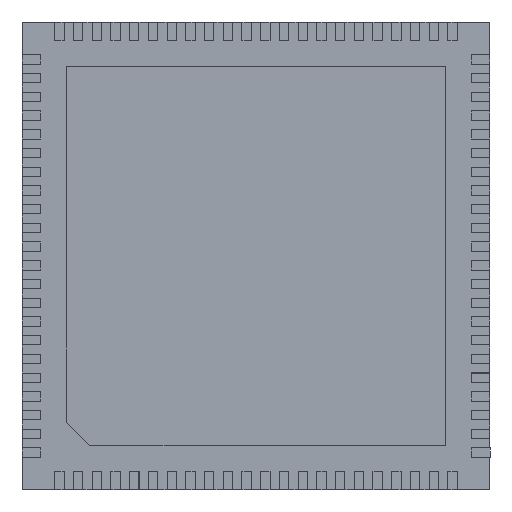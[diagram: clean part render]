
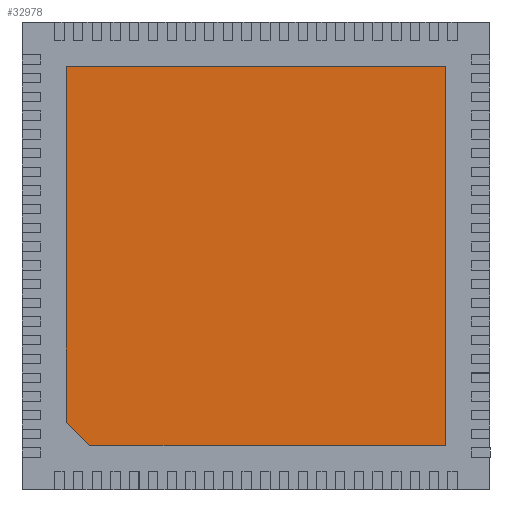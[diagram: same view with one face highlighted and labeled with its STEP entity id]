
A CAD part, front view. The second image highlights one B-rep face of the part: STEP entity #32978.
In plain terms, the highlighted planar face has unit normal (0, -1, 0).
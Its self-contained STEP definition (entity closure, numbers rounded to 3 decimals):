
#440 = DIRECTION ( 'NONE',  ( 1., 0., 0. ) ) ;
#1370 = VECTOR ( 'NONE', #440, 1000. ) ;
#1411 = AXIS2_PLACEMENT_3D ( 'NONE', #13244, #35002, #7636 ) ;
#2666 = LINE ( 'NONE', #5660, #3911 ) ;
#3911 = VECTOR ( 'NONE', #14810, 1000. ) ;
#4473 = ORIENTED_EDGE ( 'NONE', *, *, #30046, .T. ) ;
#5084 = ORIENTED_EDGE ( 'NONE', *, *, #32483, .T. ) ;
#5423 = ORIENTED_EDGE ( 'NONE', *, *, #30782, .T. ) ;
#5631 = VERTEX_POINT ( 'NONE', #33185 ) ;
#5660 = CARTESIAN_POINT ( 'NONE',  ( -4.05, -0.035, 4.05 ) ) ;
#6361 = EDGE_CURVE ( 'NONE', #22149, #31912, #18974, .T. ) ;
#7636 = DIRECTION ( 'NONE',  ( 0., 0., -1. ) ) ;
#8497 = CARTESIAN_POINT ( 'NONE',  ( 4.05, -0.035, -4.05 ) ) ;
#9373 = CARTESIAN_POINT ( 'NONE',  ( -3.55, -0.035, -4.05 ) ) ;
#10179 = DIRECTION ( 'NONE',  ( 0., 0., -1. ) ) ;
#12763 = DIRECTION ( 'NONE',  ( 0., 0., 1. ) ) ;
#13244 = CARTESIAN_POINT ( 'NONE',  ( 0., -0.035, 0. ) ) ;
#14810 = DIRECTION ( 'NONE',  ( -1., 0., 0. ) ) ;
#15757 = CARTESIAN_POINT ( 'NONE',  ( -4.05, -0.035, 4.05 ) ) ;
#16769 = CARTESIAN_POINT ( 'NONE',  ( -4.05, -0.035, -3.55 ) ) ;
#18259 = CARTESIAN_POINT ( 'NONE',  ( -4.05, -0.035, 4.05 ) ) ;
#18591 = CARTESIAN_POINT ( 'NONE',  ( -3.55, -0.035, -4.05 ) ) ;
#18882 = VERTEX_POINT ( 'NONE', #8497 ) ;
#18974 = LINE ( 'NONE', #19190, #21241 ) ;
#19190 = CARTESIAN_POINT ( 'NONE',  ( -4.05, -0.035, -3.55 ) ) ;
#19638 = FACE_OUTER_BOUND ( 'NONE', #35707, .T. ) ;
#21241 = VECTOR ( 'NONE', #31359, 1000. ) ;
#21618 = LINE ( 'NONE', #18591, #1370 ) ;
#21853 = EDGE_CURVE ( 'NONE', #5631, #34237, #2666, .T. ) ;
#22149 = VERTEX_POINT ( 'NONE', #16769 ) ;
#24746 = LINE ( 'NONE', #15757, #26143 ) ;
#25147 = CARTESIAN_POINT ( 'NONE',  ( 4.05, -0.035, 4.05 ) ) ;
#26143 = VECTOR ( 'NONE', #10179, 1000. ) ;
#29422 = ORIENTED_EDGE ( 'NONE', *, *, #6361, .T. ) ;
#30046 = EDGE_CURVE ( 'NONE', #18882, #5631, #30942, .T. ) ;
#30782 = EDGE_CURVE ( 'NONE', #34237, #22149, #24746, .T. ) ;
#30942 = LINE ( 'NONE', #25147, #33011 ) ;
#31030 = PLANE ( 'NONE',  #1411 ) ;
#31359 = DIRECTION ( 'NONE',  ( 0.707, 0., -0.707 ) ) ;
#31912 = VERTEX_POINT ( 'NONE', #9373 ) ;
#32483 = EDGE_CURVE ( 'NONE', #31912, #18882, #21618, .T. ) ;
#32978 = ADVANCED_FACE ( 'NONE', ( #19638 ), #31030, .T. ) ;
#33011 = VECTOR ( 'NONE', #12763, 1000. ) ;
#33185 = CARTESIAN_POINT ( 'NONE',  ( 4.05, -0.035, 4.05 ) ) ;
#34179 = ORIENTED_EDGE ( 'NONE', *, *, #21853, .T. ) ;
#34237 = VERTEX_POINT ( 'NONE', #18259 ) ;
#35002 = DIRECTION ( 'NONE',  ( 0., -1., 0. ) ) ;
#35707 = EDGE_LOOP ( 'NONE', ( #4473, #34179, #5423, #29422, #5084 ) ) ;
